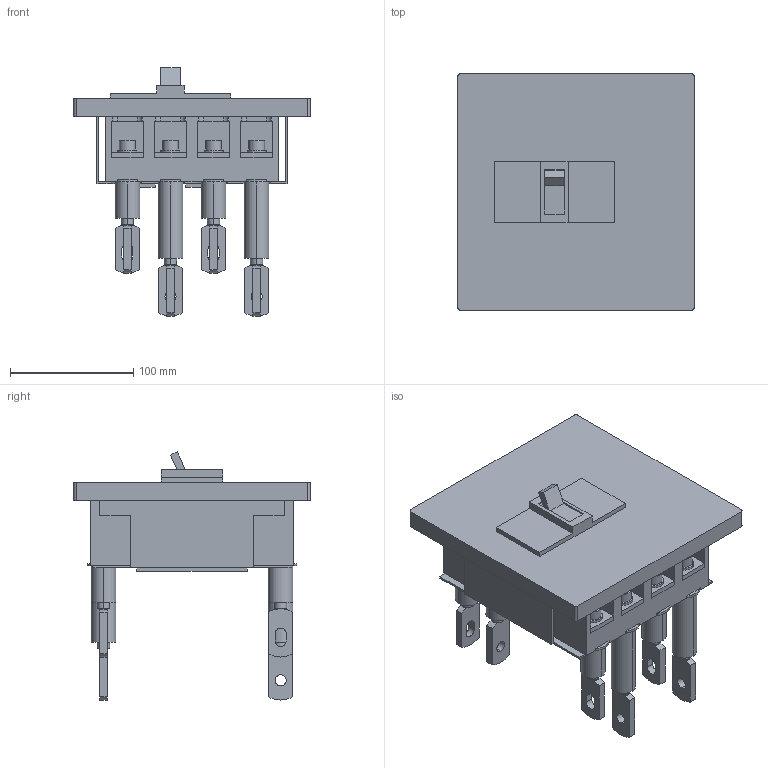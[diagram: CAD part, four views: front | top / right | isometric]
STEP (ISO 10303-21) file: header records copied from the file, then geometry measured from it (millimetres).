
FILE_DESCRIPTION (( 'STEP AP214' ), '1' );
FILE_NAME ('PS250PF4P.STEP', '2023-03-08T01:15:44', ( 'CAD' ), ( '' ), 'SwSTEP 2.0', 'SolidWorks 2015', '' );
FILE_SCHEMA (( 'AUTOMOTIVE_DESIGN' ));
Length unit declared in the file: millimetre
Products named in the file (1): PS250PF4P
Bounding box: 192 x 192 x 201.73 mm (x, y, z)
Volume: 1848164.7 mm3; surface area: 301185.5 mm2
Topology: 36 solids, 36 shells, 633 faces, 1506 edges, 980 vertices
Faces by surface type: plane 407, cylinder 226
Entity records: 21836 total; most frequent: CARTESIAN_POINT 3600, DIRECTION 3226, ORIENTED_EDGE 3012, EDGE_CURVE 1506, AXIS2_PLACEMENT_3D 1118, LINE 990, VECTOR 990, VERTEX_POINT 980
